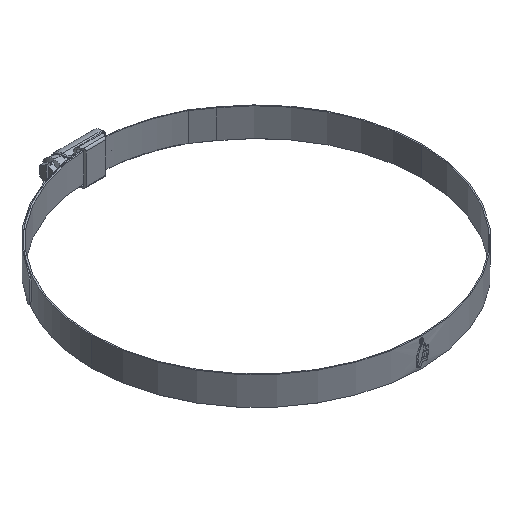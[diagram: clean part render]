
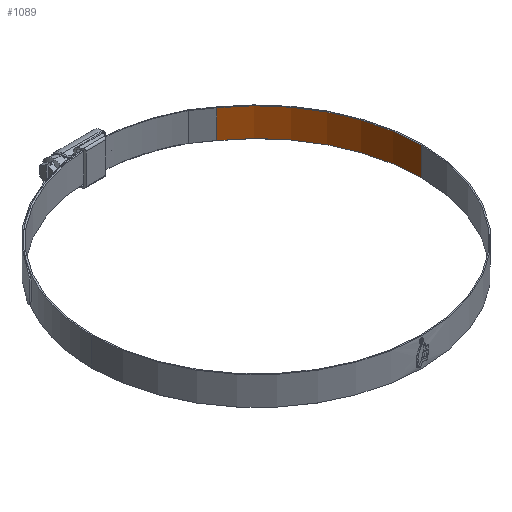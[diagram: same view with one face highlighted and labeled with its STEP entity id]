
A CAD part, isometric view. The second image highlights one B-rep face of the part: STEP entity #1089.
In plain terms, the highlighted cylindrical face has radius 82.5 mm (diameter 165 mm), a partial arc.
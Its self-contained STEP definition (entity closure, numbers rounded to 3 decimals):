
#1 = DIRECTION ( 'NONE',  ( 1., 0., 0. ) ) ;
#122 = ORIENTED_EDGE ( 'NONE', *, *, #2934, .T. ) ;
#259 = VERTEX_POINT ( 'NONE', #4468 ) ;
#288 = DIRECTION ( 'NONE',  ( 0., 0., 1. ) ) ;
#327 = VECTOR ( 'NONE', #3179, 1000. ) ;
#600 = ORIENTED_EDGE ( 'NONE', *, *, #866, .F. ) ;
#853 = EDGE_LOOP ( 'NONE', ( #600, #122, #6293, #6545 ) ) ;
#858 = DIRECTION ( 'NONE',  ( 1., 0., 0. ) ) ;
#866 = EDGE_CURVE ( 'NONE', #1229, #259, #7132, .T. ) ;
#1089 = ADVANCED_FACE ( 'NONE', ( #5752 ), #5676, .F. ) ;
#1229 = VERTEX_POINT ( 'NONE', #1720 ) ;
#1444 = EDGE_CURVE ( 'NONE', #259, #3162, #2360, .T. ) ;
#1596 = AXIS2_PLACEMENT_3D ( 'NONE', #5161, #2726, #2805 ) ;
#1720 = CARTESIAN_POINT ( 'NONE',  ( 82.5, 0., 7.135 ) ) ;
#1836 = CARTESIAN_POINT ( 'NONE',  ( 47.32, 67.58, 7.135 ) ) ;
#2208 = CARTESIAN_POINT ( 'NONE',  ( 47.32, 67.58, -7.135 ) ) ;
#2230 = CARTESIAN_POINT ( 'NONE',  ( 0., 0., 7.135 ) ) ;
#2347 = DIRECTION ( 'NONE',  ( 0., 0., 1. ) ) ;
#2360 = CIRCLE ( 'NONE', #4095, 82.5 ) ;
#2649 = EDGE_CURVE ( 'NONE', #4549, #3162, #7171, .T. ) ;
#2726 = DIRECTION ( 'NONE',  ( 0., 0., -1. ) ) ;
#2805 = DIRECTION ( 'NONE',  ( -1., 0., 0. ) ) ;
#2934 = EDGE_CURVE ( 'NONE', #1229, #4549, #5915, .T. ) ;
#3162 = VERTEX_POINT ( 'NONE', #2208 ) ;
#3179 = DIRECTION ( 'NONE',  ( 0., 0., -1. ) ) ;
#3349 = VECTOR ( 'NONE', #3616, 1000. ) ;
#3616 = DIRECTION ( 'NONE',  ( 0., 0., -1. ) ) ;
#4095 = AXIS2_PLACEMENT_3D ( 'NONE', #6327, #288, #858 ) ;
#4468 = CARTESIAN_POINT ( 'NONE',  ( 82.5, 0., -7.135 ) ) ;
#4540 = AXIS2_PLACEMENT_3D ( 'NONE', #2230, #2347, #1 ) ;
#4549 = VERTEX_POINT ( 'NONE', #4685 ) ;
#4685 = CARTESIAN_POINT ( 'NONE',  ( 47.32, 67.58, 7.135 ) ) ;
#5161 = CARTESIAN_POINT ( 'NONE',  ( 0., 0., 7.135 ) ) ;
#5676 = CYLINDRICAL_SURFACE ( 'NONE', #1596, 82.5 ) ;
#5752 = FACE_OUTER_BOUND ( 'NONE', #853, .T. ) ;
#5899 = CARTESIAN_POINT ( 'NONE',  ( 82.5, 0., 7.135 ) ) ;
#5915 = CIRCLE ( 'NONE', #4540, 82.5 ) ;
#6293 = ORIENTED_EDGE ( 'NONE', *, *, #2649, .T. ) ;
#6327 = CARTESIAN_POINT ( 'NONE',  ( 0., 0., -7.135 ) ) ;
#6545 = ORIENTED_EDGE ( 'NONE', *, *, #1444, .F. ) ;
#7132 = LINE ( 'NONE', #5899, #3349 ) ;
#7171 = LINE ( 'NONE', #1836, #327 ) ;
